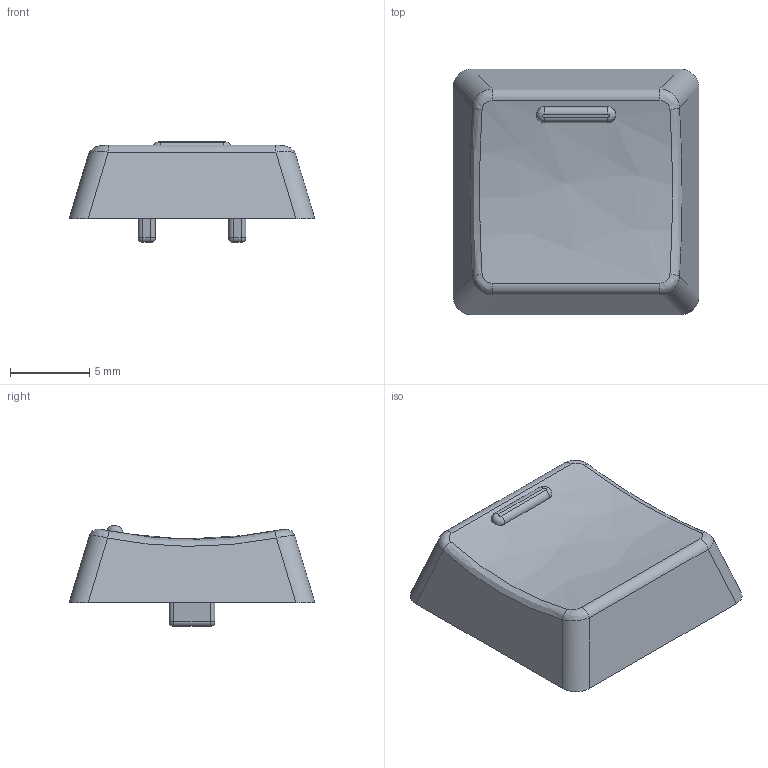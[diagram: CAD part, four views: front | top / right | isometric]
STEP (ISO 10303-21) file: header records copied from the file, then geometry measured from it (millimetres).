
FILE_DESCRIPTION(('HOOPS Exchange Step'),'2;1');
FILE_NAME('temp_export','2025-04-24T14:19:48-04:00',('jscotto'),('Shapr3D Limited'),'HOOPS Exchange 2024.8','Shapr3D','Authorized');
FILE_SCHEMA( ('AP242_MANAGED_MODEL_BASED_3D_ENGINEERING_MIM_LF {1 0 10303 442 1 1 4}') );
Length unit declared in the file: millimetre
Products named in the file (1): 1.00u (16x16 - Homing - Concave)
Bounding box: 15.5 x 15.5 x 6.37 mm (x, y, z)
Volume: 502.5 mm3; surface area: 778.2 mm2
Topology: 1 solids, 1 shells, 72 faces, 168 edges, 94 vertices
Faces by surface type: cylinder 28, plane 22, bspline 14, sphere 8
Entity records: 4956 total; most frequent: CARTESIAN_POINT 3378, ORIENTED_EDGE 320, DIRECTION 314, EDGE_CURVE 160, AXIS2_PLACEMENT_3D 116, VERTEX_POINT 94, VECTOR 82, LINE 82
